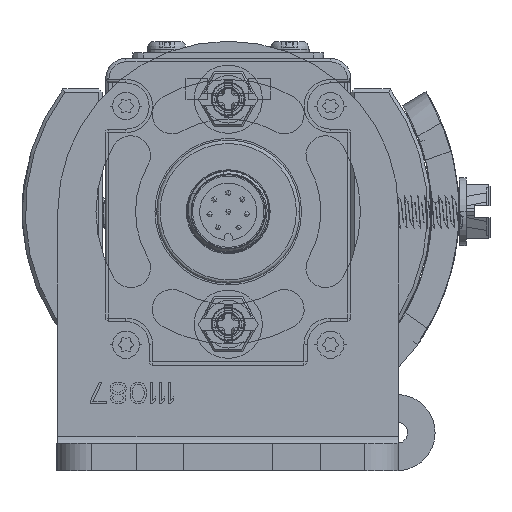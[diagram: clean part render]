
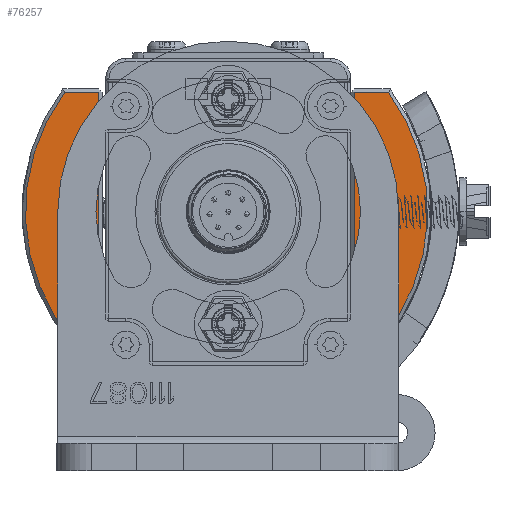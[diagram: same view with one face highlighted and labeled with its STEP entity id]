
A CAD part, front view. The second image highlights one B-rep face of the part: STEP entity #76257.
In plain terms, the highlighted face is planar.
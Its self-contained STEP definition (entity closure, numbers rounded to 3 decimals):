
#75242=DIRECTION('',(1.,0.,0.));
#75243=VECTOR('',#75242,37.);
#75244=CARTESIAN_POINT('',(-19.5,-18.75,-10.));
#75245=LINE('',#75244,#75243);
#75262=DIRECTION('',(0.,-1.,0.));
#75263=VECTOR('',#75262,4.999);
#75264=CARTESIAN_POINT('',(17.5,-18.75,-10.));
#75265=LINE('',#75264,#75263);
#75280=CARTESIAN_POINT('',(0.,0.,-10.));
#75281=DIRECTION('',(0.,0.,-1.));
#75282=DIRECTION('',(0.593,-0.805,0.));
#75283=AXIS2_PLACEMENT_3D('',#75280,#75281,#75282);
#75903=CARTESIAN_POINT('',(-19.5,15.25,-10.));
#75904=DIRECTION('',(0.,0.,1.));
#75905=DIRECTION('',(0.,1.,0.));
#75906=AXIS2_PLACEMENT_3D('',#75903,#75904,#75905);
#75908=DIRECTION('',(-1.,0.,0.));
#75909=VECTOR('',#75908,37.);
#75910=CARTESIAN_POINT('',(17.5,18.75,-10.));
#75911=LINE('',#75910,#75909);
#75924=DIRECTION('',(0.,-1.,0.));
#75925=VECTOR('',#75924,4.999);
#75926=CARTESIAN_POINT('',(17.5,23.749,-10.));
#75927=LINE('',#75926,#75925);
#75941=DIRECTION('',(0.,-1.,0.));
#75942=VECTOR('',#75941,30.5);
#75943=CARTESIAN_POINT('',(-23.,15.25,-10.));
#75944=LINE('',#75943,#75942);
#75962=CARTESIAN_POINT('',(-19.5,-15.25,-10.));
#75963=DIRECTION('',(0.,0.,1.));
#75964=DIRECTION('',(-1.,0.,0.));
#75965=AXIS2_PLACEMENT_3D('',#75962,#75963,#75964);
#76062=CARTESIAN_POINT('',(17.5,-23.749,-10.));
#76063=CARTESIAN_POINT('',(17.5,23.749,-10.));
#76064=VERTEX_POINT('',#76062);
#76065=VERTEX_POINT('',#76063);
#76066=CARTESIAN_POINT('',(17.5,18.75,-10.));
#76067=VERTEX_POINT('',#76066);
#76070=CARTESIAN_POINT('',(17.5,-18.75,-10.));
#76071=VERTEX_POINT('',#76070);
#76218=CARTESIAN_POINT('',(-19.5,18.75,-10.));
#76219=VERTEX_POINT('',#76218);
#76224=CARTESIAN_POINT('',(-23.,15.25,-10.));
#76225=VERTEX_POINT('',#76224);
#76226=CARTESIAN_POINT('',(-23.,-15.25,-10.));
#76227=VERTEX_POINT('',#76226);
#76232=CARTESIAN_POINT('',(-19.5,-18.75,-10.));
#76233=VERTEX_POINT('',#76232);
#76234=CARTESIAN_POINT('',(0.,0.,-10.));
#76235=DIRECTION('',(0.,0.,1.));
#76236=DIRECTION('',(1.,0.,0.));
#76237=AXIS2_PLACEMENT_3D('',#76234,#76235,#76236);
#76238=PLANE('',#76237);
#76240=ORIENTED_EDGE('',*,*,#76239,.F.);
#76242=ORIENTED_EDGE('',*,*,#76241,.F.);
#76244=ORIENTED_EDGE('',*,*,#76243,.F.);
#76246=ORIENTED_EDGE('',*,*,#76245,.F.);
#76248=ORIENTED_EDGE('',*,*,#76247,.F.);
#76250=ORIENTED_EDGE('',*,*,#76249,.F.);
#76252=ORIENTED_EDGE('',*,*,#76251,.F.);
#76254=ORIENTED_EDGE('',*,*,#76253,.F.);
#76255=EDGE_LOOP('',(#76240,#76242,#76244,#76246,#76248,#76250,#76252,#76254));
#76256=FACE_OUTER_BOUND('',#76255,.F.);
#76257=ADVANCED_FACE('',(#76256),#76238,.F.);
#75284=CIRCLE('',#75283,29.5);
#75907=CIRCLE('',#75906,3.5);
#75966=CIRCLE('',#75965,3.5);
#76239=EDGE_CURVE('',#76233,#76071,#75245,.T.);
#76241=EDGE_CURVE('',#76227,#76233,#75966,.T.);
#76243=EDGE_CURVE('',#76225,#76227,#75944,.T.);
#76245=EDGE_CURVE('',#76219,#76225,#75907,.T.);
#76247=EDGE_CURVE('',#76067,#76219,#75911,.T.);
#76249=EDGE_CURVE('',#76065,#76067,#75927,.T.);
#76251=EDGE_CURVE('',#76064,#76065,#75284,.T.);
#76253=EDGE_CURVE('',#76071,#76064,#75265,.T.);
